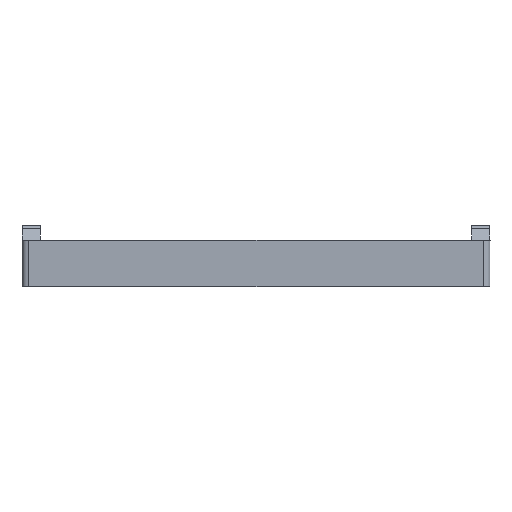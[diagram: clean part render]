
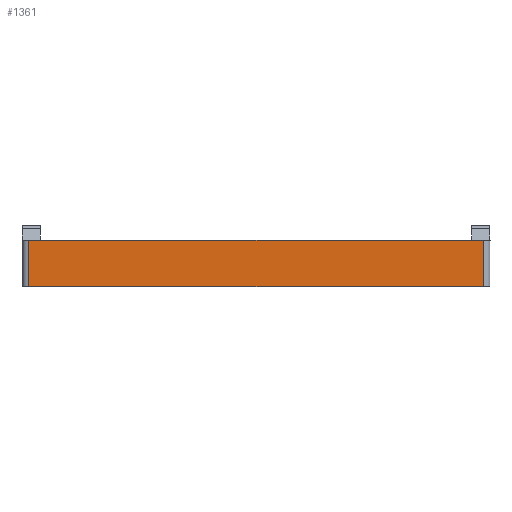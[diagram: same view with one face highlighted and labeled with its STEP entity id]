
A CAD part, front view. The second image highlights one B-rep face of the part: STEP entity #1361.
In plain terms, the highlighted planar face has unit normal (0, -1, 0).
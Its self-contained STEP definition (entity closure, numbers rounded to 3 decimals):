
#179=FACE_OUTER_BOUND('',#251,.T.);
#251=EDGE_LOOP('',(#1205,#1206,#1207,#1208));
#329=LINE('',#2078,#467);
#354=LINE('',#2174,#492);
#355=LINE('',#2177,#493);
#396=LINE('',#2288,#534);
#467=VECTOR('',#1667,10.);
#492=VECTOR('',#1758,10.);
#493=VECTOR('',#1761,10.);
#534=VECTOR('',#1888,10.);
#601=VERTEX_POINT('',#2075);
#602=VERTEX_POINT('',#2077);
#640=VERTEX_POINT('',#2172);
#641=VERTEX_POINT('',#2176);
#758=EDGE_CURVE('',#601,#602,#329,.T.);
#807=EDGE_CURVE('',#640,#601,#354,.T.);
#808=EDGE_CURVE('',#641,#602,#355,.T.);
#864=EDGE_CURVE('',#640,#641,#396,.T.);
#1205=ORIENTED_EDGE('',*,*,#807,.F.);
#1206=ORIENTED_EDGE('',*,*,#864,.T.);
#1207=ORIENTED_EDGE('',*,*,#808,.T.);
#1208=ORIENTED_EDGE('',*,*,#758,.F.);
#1295=PLANE('',#1501);
#1361=ADVANCED_FACE('',(#179),#1295,.T.);
#1501=AXIS2_PLACEMENT_3D('',#2287,#1886,#1887);
#1667=DIRECTION('',(1.,0.,0.));
#1758=DIRECTION('',(0.,0.,1.));
#1761=DIRECTION('',(0.,0.,1.));
#1886=DIRECTION('center_axis',(0.,-1.,0.));
#1887=DIRECTION('ref_axis',(0.,0.,-1.));
#1888=DIRECTION('',(1.,0.,0.));
#2075=CARTESIAN_POINT('',(42.5,49.5,17.));
#2077=CARTESIAN_POINT('',(209.5,49.5,17.));
#2078=CARTESIAN_POINT('',(40.,49.5,17.));
#2172=CARTESIAN_POINT('',(42.5,49.5,0.));
#2174=CARTESIAN_POINT('',(42.5,49.5,2.));
#2176=CARTESIAN_POINT('',(209.5,49.5,0.));
#2177=CARTESIAN_POINT('',(209.5,49.5,2.));
#2287=CARTESIAN_POINT('Origin',(40.,49.5,0.));
#2288=CARTESIAN_POINT('',(40.,49.5,0.));
